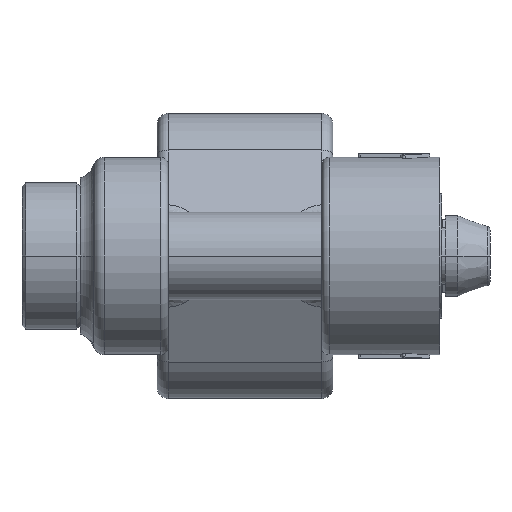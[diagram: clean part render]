
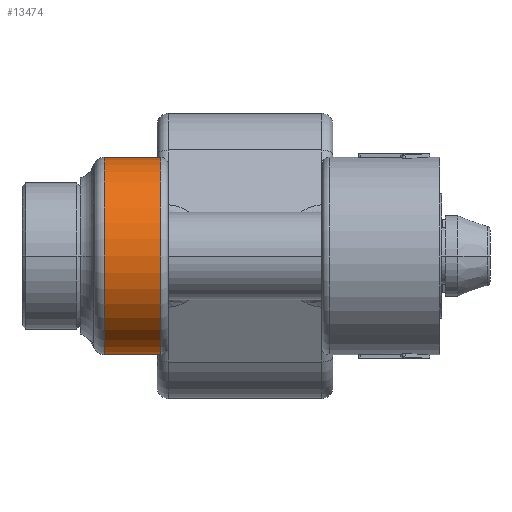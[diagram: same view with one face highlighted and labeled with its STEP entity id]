
A CAD part, front view. The second image highlights one B-rep face of the part: STEP entity #13474.
In plain terms, the highlighted cylindrical face has radius 13.5 mm (diameter 27 mm), a partial arc.
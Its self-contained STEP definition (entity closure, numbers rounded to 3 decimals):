
#687=CARTESIAN_POINT('',(-19.257,11.115,7.662));
#2659=CARTESIAN_POINT('',(-19.257,0.,0.));
#2660=DIRECTION('',(1.,0.,0.));
#2661=DIRECTION('',(0.,0.823,0.568));
#2662=AXIS2_PLACEMENT_3D('',#2659,#2660,#2661);
#2674=DIRECTION('',(-1.,0.,0.));
#2675=VECTOR('',#2674,7.757);
#2676=CARTESIAN_POINT('',(-11.5,11.115,-7.662));
#2677=LINE('27838',#2676,#2675);
#2678=DIRECTION('',(-1.,0.,0.));
#2679=VECTOR('',#2678,7.757);
#2680=CARTESIAN_POINT('',(-11.5,11.115,7.662));
#2681=LINE('26862',#2680,#2679);
#2692=CARTESIAN_POINT('',(-11.5,0.,0.));
#2693=DIRECTION('',(-1.,0.,0.));
#2694=DIRECTION('',(0.,0.823,-0.568));
#2695=AXIS2_PLACEMENT_3D('',#2692,#2693,#2694);
#2728=CARTESIAN_POINT('',(-19.257,11.115,
-7.662));
#8373=VERTEX_POINT('',#687);
#8380=CARTESIAN_POINT('',(-11.5,11.115,7.662));
#8382=VERTEX_POINT('',#8380);
#8488=VERTEX_POINT('',#2728);
#8495=CARTESIAN_POINT('',(-11.5,11.115,-7.662));
#8497=VERTEX_POINT('',#8495);
#13461=CARTESIAN_POINT('',(30.95,0.,0.));
#13462=DIRECTION('',(-1.,0.,0.));
#13463=DIRECTION('',(0.,1.,0.));
#13464=AXIS2_PLACEMENT_3D('',#13461,#13462,#13463);
#13465=CYLINDRICAL_SURFACE('2283',#13464,13.5);
#13467=ORIENTED_EDGE('28074',*,*,#13466,.F.);
#13469=ORIENTED_EDGE('27838',*,*,#13468,.T.);
#13470=ORIENTED_EDGE('28069',*,*,#13418,.F.);
#13471=ORIENTED_EDGE('26862',*,*,#11075,.F.);
#13472=EDGE_LOOP('2283',(#13467,#13469,#13470,#13471));
#13473=FACE_OUTER_BOUND('2283',#13472,.F.);
#2663=CIRCLE('28069',#2662,13.5);
#2696=CIRCLE('28074',#2695,13.5);
#11075=EDGE_CURVE('26862',#8382,#8373,#2681,.T.);
#13418=EDGE_CURVE('28069',#8373,#8488,#2663,.T.);
#13466=EDGE_CURVE('28074',#8497,#8382,#2696,.T.);
#13468=EDGE_CURVE('27838',#8497,#8488,#2677,.T.);
#13474=ADVANCED_FACE('2283',(#13473),#13465,.T.);
